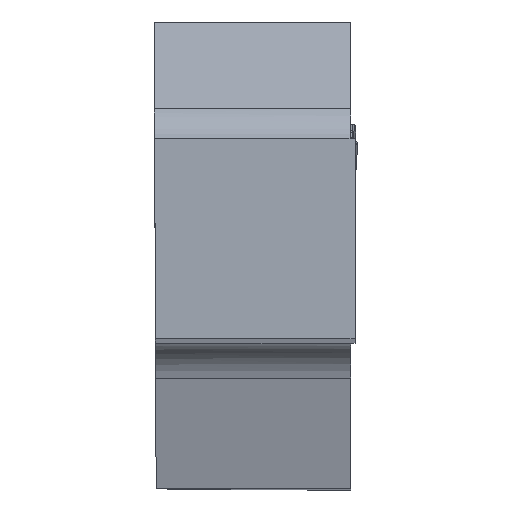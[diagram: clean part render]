
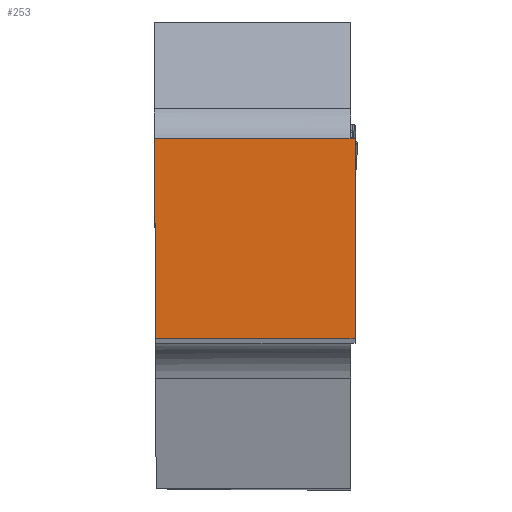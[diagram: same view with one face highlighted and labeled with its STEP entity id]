
A CAD part, top view. The second image highlights one B-rep face of the part: STEP entity #253.
In plain terms, the highlighted planar face has unit normal (0, 0, 1).
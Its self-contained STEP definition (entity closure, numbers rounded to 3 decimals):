
#253=ADVANCED_FACE('CU_BACK_SU1',(#386),#341,.F.);
#341=PLANE('',#1997);
#386=FACE_OUTER_BOUND('',#477,.T.);
#477=EDGE_LOOP('',(#697,#698,#699,#700));
#697=ORIENTED_EDGE('',*,*,#1354,.T.);
#698=ORIENTED_EDGE('',*,*,#1355,.T.);
#699=ORIENTED_EDGE('',*,*,#1356,.T.);
#700=ORIENTED_EDGE('',*,*,#1267,.F.);
#1099=VERTEX_POINT('',#2656);
#1100=VERTEX_POINT('',#2658);
#1171=VERTEX_POINT('',#2867);
#1172=VERTEX_POINT('',#2869);
#1267=EDGE_CURVE('',#1099,#1100,#1521,.T.);
#1354=EDGE_CURVE('',#1099,#1171,#1574,.T.);
#1355=EDGE_CURVE('',#1171,#1172,#1575,.T.);
#1356=EDGE_CURVE('',#1172,#1100,#1576,.T.);
#1521=LINE('',#2657,#1672);
#1574=LINE('',#2866,#1725);
#1575=LINE('',#2868,#1726);
#1576=LINE('',#2870,#1727);
#1672=VECTOR('',#2141,1.);
#1725=VECTOR('',#2278,1.);
#1726=VECTOR('',#2279,1.);
#1727=VECTOR('',#2280,1.);
#1997=AXIS2_PLACEMENT_3D('',#2871,#2281,#2282);
#2141=DIRECTION('',(-0.004,1.,0.));
#2278=DIRECTION('',(1.,0.,0.));
#2279=DIRECTION('',(0.,1.,0.));
#2280=DIRECTION('',(-1.,0.,0.));
#2281=DIRECTION('',(0.,0.,-1.));
#2282=DIRECTION('',(-1.,0.,0.));
#2656=CARTESIAN_POINT('',(0.03,0.,0.));
#2657=CARTESIAN_POINT('',(-0.087,26.772,0.));
#2658=CARTESIAN_POINT('',(0.,6.9,0.));
#2866=CARTESIAN_POINT('',(29.355,0.,0.));
#2867=CARTESIAN_POINT('',(6.9,0.,0.));
#2868=CARTESIAN_POINT('',(6.9,26.9,0.));
#2869=CARTESIAN_POINT('',(6.9,6.9,0.));
#2870=CARTESIAN_POINT('',(29.355,6.9,0.));
#2871=CARTESIAN_POINT('',(29.355,26.9,0.));
